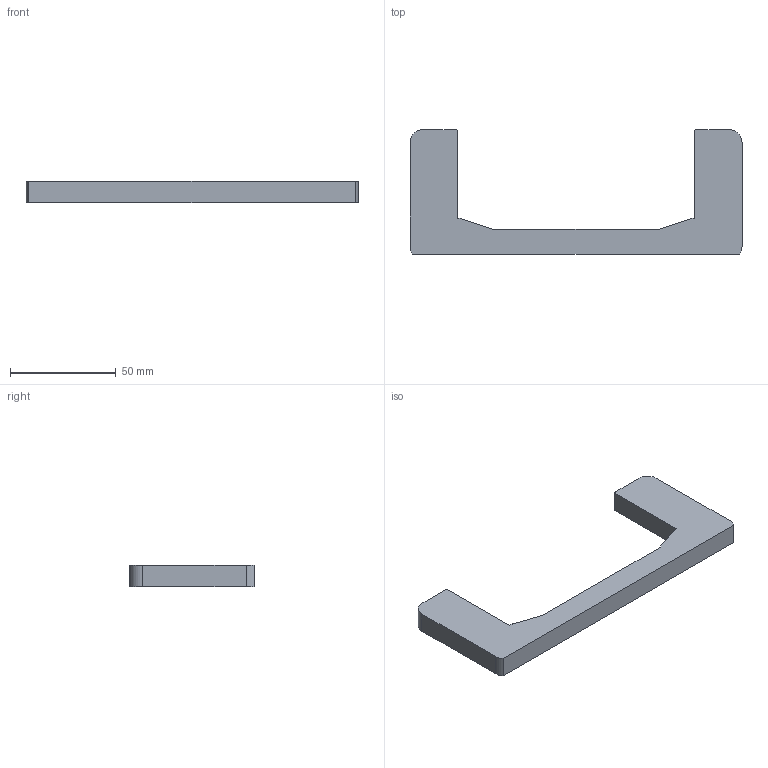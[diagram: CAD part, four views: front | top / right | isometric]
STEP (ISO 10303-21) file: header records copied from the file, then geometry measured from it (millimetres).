
FILE_DESCRIPTION(('STEP AP203'),'1');
FILE_NAME('pr_4_nbv_10.stp','2014-08-06T07:07:52',('TraceParts'),('TraceParts S.A.'),'XStep 1.0',' ',' ');
FILE_SCHEMA(('CONFIG_CONTROL_DESIGN'));
Length unit declared in the file: millimetre
Products named in the file (1): 1
Bounding box: 157.2 x 59 x 10 mm (x, y, z)
Volume: 40632.8 mm3; surface area: 13233.8 mm2
Topology: 1 solids, 1 shells, 24 faces, 66 edges, 44 vertices
Faces by surface type: plane 16, cylinder 8
Entity records: 810 total; most frequent: CARTESIAN_POINT 135, DIRECTION 132, ORIENTED_EDGE 132, EDGE_CURVE 66, LINE 50, VECTOR 50, VERTEX_POINT 44, AXIS2_PLACEMENT_3D 41
